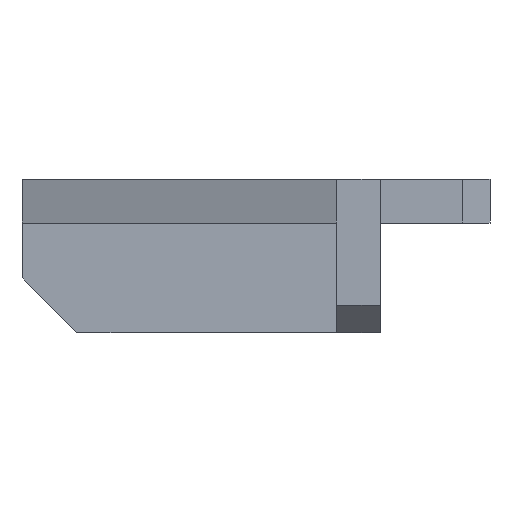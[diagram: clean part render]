
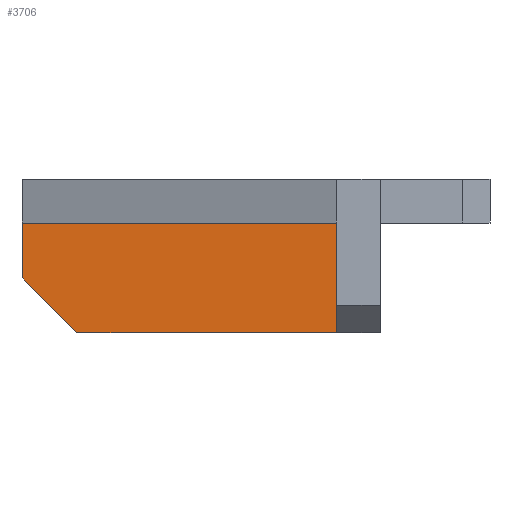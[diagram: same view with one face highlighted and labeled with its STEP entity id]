
A CAD part, left-side view. The second image highlights one B-rep face of the part: STEP entity #3706.
In plain terms, the highlighted planar face has unit normal (-1, 0, 0).
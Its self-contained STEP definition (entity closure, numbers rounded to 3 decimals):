
#401=FACE_OUTER_BOUND('',#633,.T.);
#633=EDGE_LOOP('',(#3233,#3234,#3235,#3236,#3237));
#998=LINE('',#6279,#1396);
#1030=LINE('',#6387,#1428);
#1034=LINE('',#6394,#1432);
#1038=LINE('',#6403,#1436);
#1041=LINE('',#6407,#1439);
#1396=VECTOR('',#4500,10.);
#1428=VECTOR('',#4590,10.);
#1432=VECTOR('',#4598,10.);
#1436=VECTOR('',#4608,10.);
#1439=VECTOR('',#4613,10.);
#1768=VERTEX_POINT('',#6276);
#1769=VERTEX_POINT('',#6278);
#1815=VERTEX_POINT('',#6384);
#1816=VERTEX_POINT('',#6386);
#1819=VERTEX_POINT('',#6402);
#2239=EDGE_CURVE('',#1768,#1769,#998,.T.);
#2292=EDGE_CURVE('',#1816,#1815,#1030,.T.);
#2296=EDGE_CURVE('',#1769,#1815,#1034,.T.);
#2300=EDGE_CURVE('',#1819,#1816,#1038,.T.);
#2303=EDGE_CURVE('',#1819,#1768,#1041,.T.);
#3233=ORIENTED_EDGE('',*,*,#2296,.F.);
#3234=ORIENTED_EDGE('',*,*,#2239,.F.);
#3235=ORIENTED_EDGE('',*,*,#2303,.F.);
#3236=ORIENTED_EDGE('',*,*,#2300,.T.);
#3237=ORIENTED_EDGE('',*,*,#2292,.T.);
#3528=PLANE('',#3907);
#3706=ADVANCED_FACE('',(#401),#3528,.T.);
#3907=AXIS2_PLACEMENT_3D('',#6421,#4630,#4631);
#4500=DIRECTION('',(0.,1.,0.));
#4590=DIRECTION('',(0.,0.,-1.));
#4598=DIRECTION('',(0.,0.707,0.707));
#4608=DIRECTION('',(0.,1.,0.));
#4613=DIRECTION('',(0.,0.,-1.));
#4630=DIRECTION('center_axis',(-1.,0.,0.));
#4631=DIRECTION('ref_axis',(0.,-1.,0.));
#6276=CARTESIAN_POINT('',(-9.296,-55.486,-21.191));
#6278=CARTESIAN_POINT('',(-9.296,-8.236,-21.191));
#6279=CARTESIAN_POINT('',(-9.296,1.764,-21.191));
#6384=CARTESIAN_POINT('',(-9.296,1.764,-11.191));
#6386=CARTESIAN_POINT('',(-9.296,1.764,-1.191));
#6387=CARTESIAN_POINT('',(-9.296,1.764,-1.191));
#6394=CARTESIAN_POINT('',(-9.296,1.764,-11.191));
#6402=CARTESIAN_POINT('',(-9.296,-55.486,-1.191));
#6403=CARTESIAN_POINT('',(-9.296,-12.549,-1.191));
#6407=CARTESIAN_POINT('',(-9.296,-55.486,-1.191));
#6421=CARTESIAN_POINT('Origin',(-9.296,1.764,-1.191));
